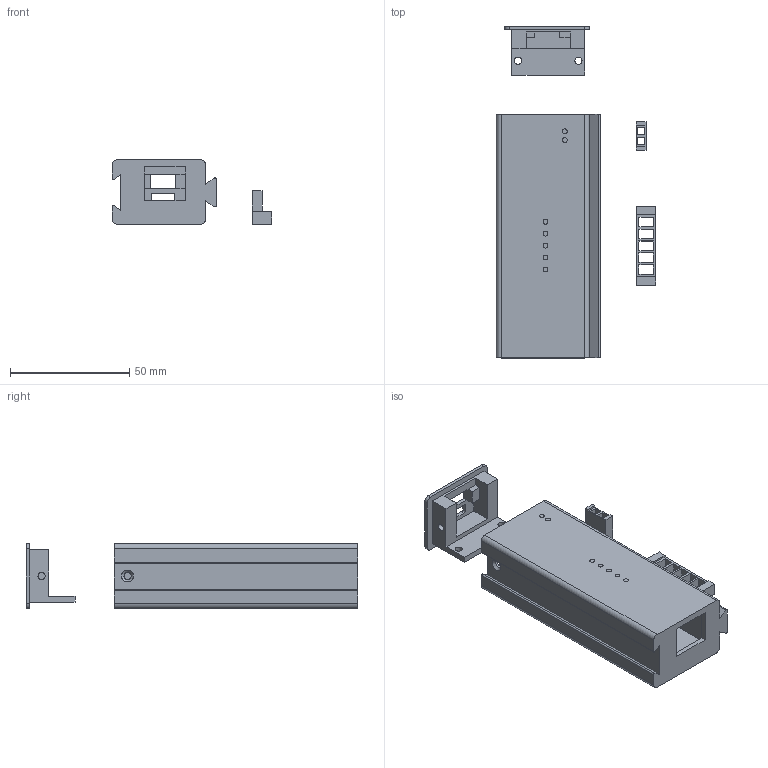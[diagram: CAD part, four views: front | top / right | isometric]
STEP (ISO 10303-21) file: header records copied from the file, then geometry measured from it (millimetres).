
FILE_DESCRIPTION(/* description */ (''),/* implementation_level */ '2;1');
FILE_NAME(/* name */ 'drawing v22.step',/* time_stamp */ '2020-07-29T19:22:18+03:00',/* author */ (''),/* organization */ (''),/* preprocessor_version */ 'ST-DEVELOPER v18.1',/* originating_system */ 'Autodesk Translation Framework v9.3.0.1241',/* authorisation */ '');
FILE_SCHEMA (('AUTOMOTIVE_DESIGN { 1 0 10303 214 3 1 1 }'));
Length unit declared in the file: millimetre
Products named in the file (1): drawing
Bounding box: 66.75 x 139 x 27 mm (x, y, z)
Volume: 40553.7 mm3; surface area: 34643.4 mm2
Topology: 11 solids, 11 shells, 163 faces, 406 edges, 269 vertices
Faces by surface type: plane 122, cylinder 38, cone 3
Full cylindrical faces by diameter (mm): 2 x14, 3 x8
Entity records: 4935 total; most frequent: CARTESIAN_POINT 839, DIRECTION 815, ORIENTED_EDGE 812, EDGE_CURVE 406, LINE 325, VECTOR 325, VERTEX_POINT 269, AXIS2_PLACEMENT_3D 245
